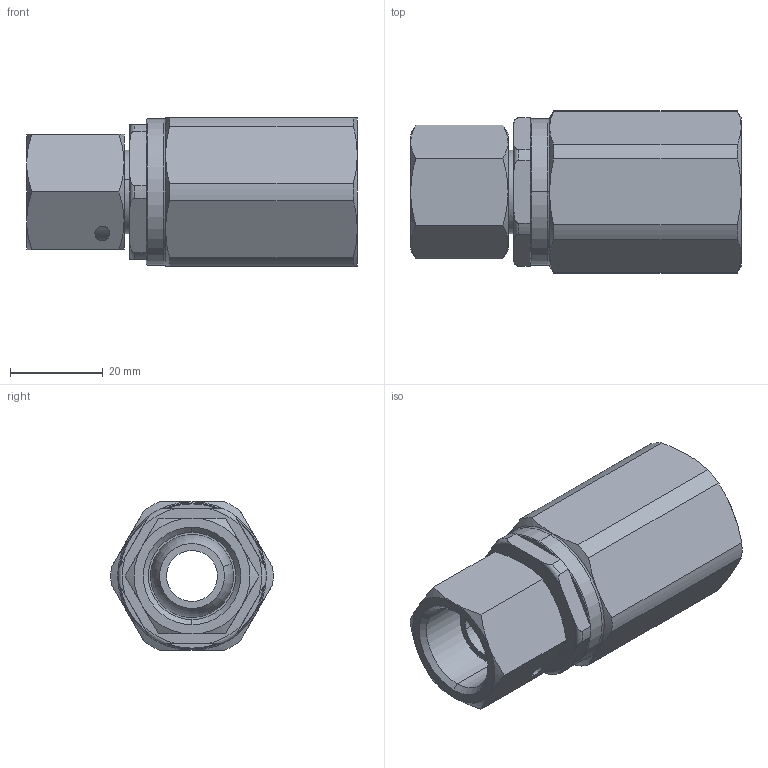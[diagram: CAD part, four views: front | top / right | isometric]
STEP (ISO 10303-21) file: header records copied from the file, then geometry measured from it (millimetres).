
FILE_DESCRIPTION (( 'STEP AP214' ), '1' );
FILE_NAME ('500 RF.STEP', '2015-09-04T11:07:41', ( 'admin' ), ( 'Microsoft' ), 'SwSTEP 2.0', 'SolidWorks 2009', '' );
FILE_SCHEMA (( 'AUTOMOTIVE_DESIGN' ));
Length unit declared in the file: millimetre
Products named in the file (1): 500 RF
Bounding box: 71.3 x 34.98 x 32 mm (x, y, z)
Volume: 38552.7 mm3; surface area: 13418.1 mm2
Topology: 1 solids, 2 shells, 122 faces, 280 edges, 168 vertices
Faces by surface type: plane 39, cone 38, cylinder 31, torus 14
Entity records: 3823 total; most frequent: CARTESIAN_POINT 1069, DIRECTION 592, ORIENTED_EDGE 560, EDGE_CURVE 280, AXIS2_PLACEMENT_3D 253, VERTEX_POINT 168, EDGE_LOOP 132, CIRCLE 130
